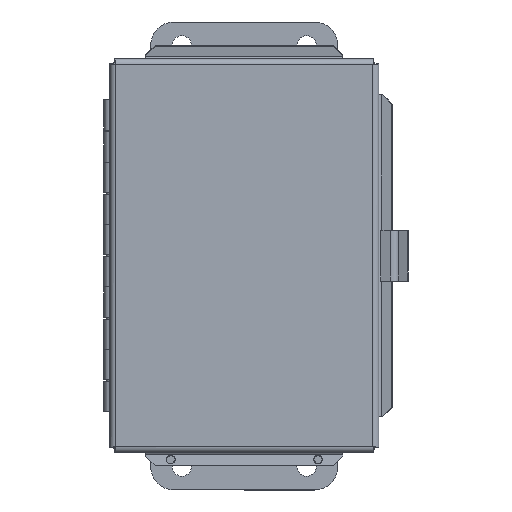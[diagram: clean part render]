
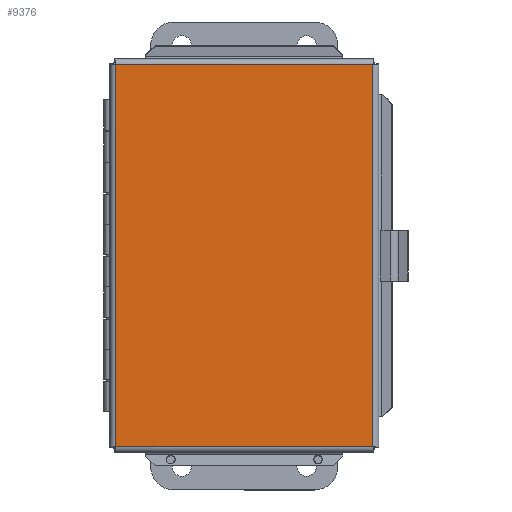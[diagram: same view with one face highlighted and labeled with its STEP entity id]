
A CAD part, top view. The second image highlights one B-rep face of the part: STEP entity #9376.
In plain terms, the highlighted face is planar.
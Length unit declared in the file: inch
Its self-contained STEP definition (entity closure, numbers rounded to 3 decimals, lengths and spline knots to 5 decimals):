
#8695=CARTESIAN_POINT('',(4.21675,0.09325,0.));
#8696=VERTEX_POINT('',#8695);
#8707=CARTESIAN_POINT('',(4.21675,6.21675,0.));
#8708=VERTEX_POINT('',#8707);
#8709=CARTESIAN_POINT('',(4.21675,6.21675,0.));
#8710=DIRECTION('',(0.0,-1.0,0.0));
#8711=VECTOR('',#8710,6.1235);
#8712=LINE('',#8709,#8711);
#8713=EDGE_CURVE('',#8708,#8696,#8712,.T.);
#8873=CARTESIAN_POINT('',(0.09325,0.09325,0.));
#8874=VERTEX_POINT('',#8873);
#8885=CARTESIAN_POINT('',(4.21675,0.09325,0.));
#8886=DIRECTION('',(-1.0,0.0,0.0));
#8887=VECTOR('',#8886,4.1235);
#8888=LINE('',#8885,#8887);
#8889=EDGE_CURVE('',#8696,#8874,#8888,.T.);
#9042=CARTESIAN_POINT('',(0.09325,6.21675,0.));
#9043=VERTEX_POINT('',#9042);
#9054=CARTESIAN_POINT('',(0.09325,0.09325,0.));
#9055=DIRECTION('',(0.0,1.0,0.0));
#9056=VECTOR('',#9055,6.1235);
#9057=LINE('',#9054,#9056);
#9058=EDGE_CURVE('',#8874,#9043,#9057,.T.);
#9221=CARTESIAN_POINT('',(0.09325,6.21675,0.));
#9222=DIRECTION('',(1.0,0.0,0.0));
#9223=VECTOR('',#9222,4.1235);
#9224=LINE('',#9221,#9223);
#9225=EDGE_CURVE('',#9043,#8708,#9224,.T.);
#9365=CARTESIAN_POINT('',(2.155,3.155,0.));
#9366=DIRECTION('',(0.0,0.0,1.0));
#9367=DIRECTION('',(1.0,0.0,0.0));
#9368=AXIS2_PLACEMENT_3D('',#9365,#9366,#9367);
#9369=PLANE('',#9368);
#9370=ORIENTED_EDGE('',*,*,#8713,.T.);
#9371=ORIENTED_EDGE('',*,*,#8889,.T.);
#9372=ORIENTED_EDGE('',*,*,#9058,.T.);
#9373=ORIENTED_EDGE('',*,*,#9225,.T.);
#9374=EDGE_LOOP('',(#9370,#9371,#9372,#9373));
#9375=FACE_OUTER_BOUND('',#9374,.T.);
#9376=ADVANCED_FACE('',(#9375),#9369,.F.);
